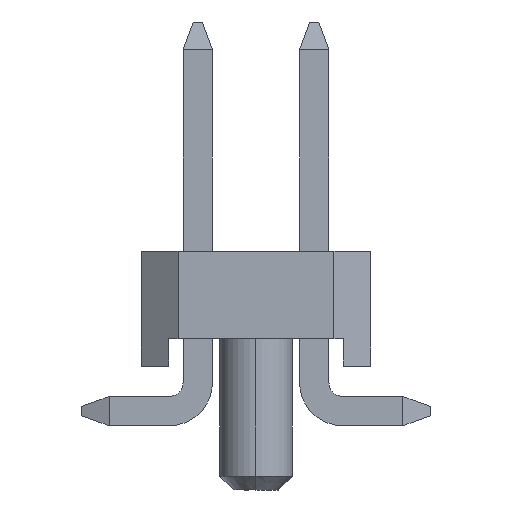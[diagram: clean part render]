
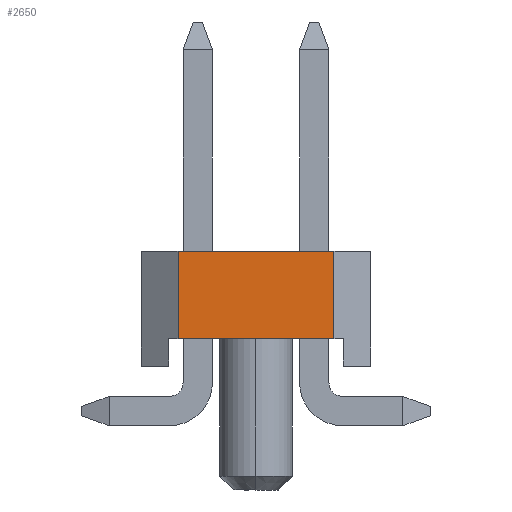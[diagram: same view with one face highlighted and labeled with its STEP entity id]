
A CAD part, left-side view. The second image highlights one B-rep face of the part: STEP entity #2650.
In plain terms, the highlighted planar face has unit normal (-1, 0, 0).
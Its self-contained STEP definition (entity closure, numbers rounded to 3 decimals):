
#2260=CARTESIAN_POINT('',(-6.35,0.,0.95));
#2270=DIRECTION('',(1.,-0.,0.));
#2280=DIRECTION('',(0.,0.,-1.));
#2290=AXIS2_PLACEMENT_3D('',#2260,#2270,#2280);
#2300=PLANE('',#2290);
#2310=CARTESIAN_POINT('',(-6.35,1.7,0.95));
#2320=DIRECTION('',(0.,0.,1.));
#2330=VECTOR('',#2320,1000.);
#2340=LINE('',#2310,#2330);
#2350=CARTESIAN_POINT('',(-6.35,1.7,0.));
#2360=VERTEX_POINT('',#2350);
#2370=CARTESIAN_POINT('',(-6.35,1.7,1.9));
#2380=VERTEX_POINT('',#2370);
#2390=EDGE_CURVE('',#2360,#2380,#2340,.T.);
#2400=ORIENTED_EDGE('',*,*,#2390,.F.);
#2410=CARTESIAN_POINT('',(-6.35,0.,1.9));
#2420=DIRECTION('',(0.,-1.,0.));
#2430=VECTOR('',#2420,1000.);
#2440=LINE('',#2410,#2430);
#2450=CARTESIAN_POINT('',(-6.35,-1.7,1.9));
#2460=VERTEX_POINT('',#2450);
#2470=EDGE_CURVE('',#2380,#2460,#2440,.T.);
#2480=ORIENTED_EDGE('',*,*,#2470,.F.);
#2490=CARTESIAN_POINT('',(-6.35,-1.7,0.95));
#2500=DIRECTION('',(0.,0.,-1.));
#2510=VECTOR('',#2500,1000.);
#2520=LINE('',#2490,#2510);
#2530=CARTESIAN_POINT('',(-6.35,-1.7,0.));
#2540=VERTEX_POINT('',#2530);
#2550=EDGE_CURVE('',#2460,#2540,#2520,.T.);
#2560=ORIENTED_EDGE('',*,*,#2550,.F.);
#2570=CARTESIAN_POINT('',(-6.35,0.,0.));
#2580=DIRECTION('',(0.,-1.,0.));
#2590=VECTOR('',#2580,1000.);
#2600=LINE('',#2570,#2590);
#2610=EDGE_CURVE('',#2360,#2540,#2600,.T.);
#2620=ORIENTED_EDGE('',*,*,#2610,.T.);
#2630=EDGE_LOOP('',(#2620,#2560,#2480,#2400));
#2640=FACE_OUTER_BOUND('',#2630,.T.);
#2650=ADVANCED_FACE('',(#2640),#2300,.F.);
